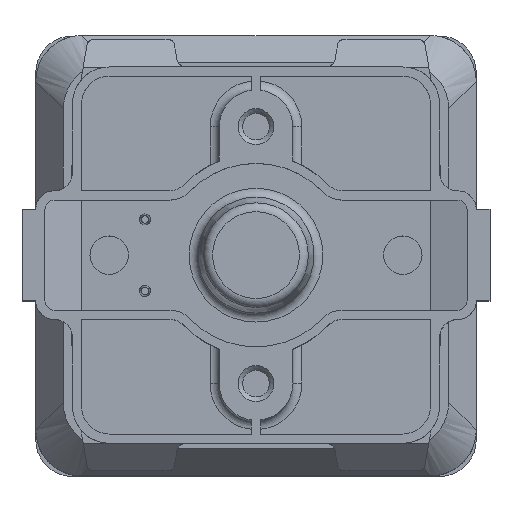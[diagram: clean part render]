
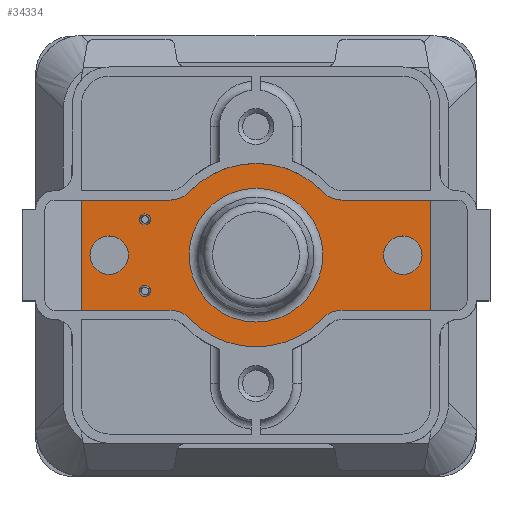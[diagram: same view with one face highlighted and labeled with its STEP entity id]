
A CAD part, top view. The second image highlights one B-rep face of the part: STEP entity #34334.
In plain terms, the highlighted planar face has unit normal (0, 0, 1).
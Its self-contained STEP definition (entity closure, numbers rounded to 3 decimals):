
#4029=LINE('',#90996,#7096);
#4034=LINE('',#91006,#7101);
#4035=LINE('',#91008,#7102);
#4069=LINE('',#91156,#7136);
#4070=LINE('',#91157,#7137);
#4071=LINE('',#91165,#7138);
#7096=VECTOR('',#52069,1000.);
#7101=VECTOR('',#52076,1000.);
#7102=VECTOR('',#52079,1000.);
#7136=VECTOR('',#52201,1000.);
#7137=VECTOR('',#52202,1000.);
#7138=VECTOR('',#52209,1000.);
#15964=ORIENTED_EDGE('',*,*,#22095,.F.);
#15965=ORIENTED_EDGE('',*,*,#21806,.F.);
#15966=ORIENTED_EDGE('',*,*,#21807,.F.);
#15967=ORIENTED_EDGE('',*,*,#22096,.F.);
#15968=ORIENTED_EDGE('',*,*,#22097,.T.);
#15969=ORIENTED_EDGE('',*,*,#22023,.T.);
#15970=ORIENTED_EDGE('',*,*,#22098,.F.);
#15971=ORIENTED_EDGE('',*,*,#22099,.F.);
#15972=ORIENTED_EDGE('',*,*,#22100,.T.);
#15973=ORIENTED_EDGE('',*,*,#22101,.F.);
#15974=ORIENTED_EDGE('',*,*,#22102,.F.);
#15975=ORIENTED_EDGE('',*,*,#22029,.T.);
#15976=ORIENTED_EDGE('',*,*,#22028,.T.);
#15977=ORIENTED_EDGE('',*,*,#22103,.F.);
#15978=ORIENTED_EDGE('',*,*,#22104,.T.);
#15979=ORIENTED_EDGE('',*,*,#21967,.F.);
#15980=ORIENTED_EDGE('',*,*,#21968,.F.);
#21806=EDGE_CURVE('',#25597,#25597,#27304,.T.);
#21807=EDGE_CURVE('',#25598,#25598,#27305,.T.);
#21967=EDGE_CURVE('',#25692,#25692,#27339,.T.);
#21968=EDGE_CURVE('',#25693,#25693,#27340,.T.);
#22023=EDGE_CURVE('',#25739,#25738,#4029,.T.);
#22028=EDGE_CURVE('',#25740,#25742,#4034,.T.);
#22029=EDGE_CURVE('',#25743,#25740,#4035,.T.);
#22095=EDGE_CURVE('',#25786,#25786,#27386,.T.);
#22096=EDGE_CURVE('',#25787,#25788,#27387,.T.);
#22097=EDGE_CURVE('',#25787,#25739,#4069,.T.);
#22098=EDGE_CURVE('',#25789,#25738,#4070,.T.);
#22099=EDGE_CURVE('',#25790,#25789,#27388,.T.);
#22100=EDGE_CURVE('',#25790,#25791,#27389,.T.);
#22101=EDGE_CURVE('',#25792,#25791,#27390,.T.);
#22102=EDGE_CURVE('',#25743,#25792,#4071,.T.);
#22103=EDGE_CURVE('',#25793,#25742,#27391,.T.);
#22104=EDGE_CURVE('',#25793,#25788,#27392,.T.);
#25597=VERTEX_POINT('',#90538);
#25598=VERTEX_POINT('',#90541);
#25692=VERTEX_POINT('',#90864);
#25693=VERTEX_POINT('',#90867);
#25738=VERTEX_POINT('',#90995);
#25739=VERTEX_POINT('',#90997);
#25740=VERTEX_POINT('',#91001);
#25742=VERTEX_POINT('',#91005);
#25743=VERTEX_POINT('',#91009);
#25786=VERTEX_POINT('',#91152);
#25787=VERTEX_POINT('',#91154);
#25788=VERTEX_POINT('',#91155);
#25789=VERTEX_POINT('',#91158);
#25790=VERTEX_POINT('',#91160);
#25791=VERTEX_POINT('',#91162);
#25792=VERTEX_POINT('',#91164);
#25793=VERTEX_POINT('',#91167);
#27304=CIRCLE('',#43883,2.1);
#27305=CIRCLE('',#43885,2.1);
#27339=CIRCLE('',#44016,0.6);
#27340=CIRCLE('',#44018,0.6);
#27386=CIRCLE('',#44101,7.286);
#27387=CIRCLE('',#44102,3.);
#27388=CIRCLE('',#44103,3.);
#27389=CIRCLE('',#44104,10.);
#27390=CIRCLE('',#44105,3.);
#27391=CIRCLE('',#44106,3.);
#27392=CIRCLE('',#44107,10.);
#29381=EDGE_LOOP('',(#15964));
#29382=EDGE_LOOP('',(#15965));
#29383=EDGE_LOOP('',(#15966));
#29384=EDGE_LOOP('',(#15967,#15968,#15969,#15970,#15971,#15972,#15973,#15974,
#15975,#15976,#15977,#15978));
#29385=EDGE_LOOP('',(#15979));
#29386=EDGE_LOOP('',(#15980));
#31454=FACE_BOUND('',#29381,.T.);
#31455=FACE_BOUND('',#29382,.T.);
#31456=FACE_BOUND('',#29383,.T.);
#31457=FACE_BOUND('',#29384,.T.);
#31458=FACE_BOUND('',#29385,.T.);
#31459=FACE_BOUND('',#29386,.T.);
#32735=PLANE('',#44100);
#34334=ADVANCED_FACE('',(#31454,#31455,#31456,#31457,#31458,#31459),#32735,
 .T.);
#43883=AXIS2_PLACEMENT_3D('',#90537,#51590,#51591);
#43885=AXIS2_PLACEMENT_3D('',#90540,#51594,#51595);
#44016=AXIS2_PLACEMENT_3D('',#90863,#51954,#51955);
#44018=AXIS2_PLACEMENT_3D('',#90866,#51958,#51959);
#44100=AXIS2_PLACEMENT_3D('',#91150,#52195,#52196);
#44101=AXIS2_PLACEMENT_3D('',#91151,#52197,#52198);
#44102=AXIS2_PLACEMENT_3D('',#91153,#52199,#52200);
#44103=AXIS2_PLACEMENT_3D('',#91159,#52203,#52204);
#44104=AXIS2_PLACEMENT_3D('',#91161,#52205,#52206);
#44105=AXIS2_PLACEMENT_3D('',#91163,#52207,#52208);
#44106=AXIS2_PLACEMENT_3D('',#91166,#52210,#52211);
#44107=AXIS2_PLACEMENT_3D('',#91168,#52212,#52213);
#51590=DIRECTION('',(0.,0.,1.));
#51591=DIRECTION('',(1.,0.,0.));
#51594=DIRECTION('',(0.,0.,1.));
#51595=DIRECTION('',(1.,0.,0.));
#51954=DIRECTION('',(0.,0.,1.));
#51955=DIRECTION('',(1.,0.,0.));
#51958=DIRECTION('',(0.,0.,1.));
#51959=DIRECTION('',(1.,0.,0.));
#52069=DIRECTION('',(0.,-1.,0.));
#52076=DIRECTION('',(-1.,0.,0.));
#52079=DIRECTION('',(0.,1.,0.));
#52195=DIRECTION('',(0.,0.,1.));
#52196=DIRECTION('',(1.,0.,0.));
#52197=DIRECTION('',(0.,0.,1.));
#52198=DIRECTION('',(1.,0.,0.));
#52199=DIRECTION('',(0.,0.,1.));
#52200=DIRECTION('',(1.,0.,0.));
#52201=DIRECTION('',(-1.,0.,0.));
#52202=DIRECTION('',(-1.,0.,0.));
#52203=DIRECTION('',(0.,0.,1.));
#52204=DIRECTION('',(1.,0.,0.));
#52205=DIRECTION('',(0.,0.,1.));
#52206=DIRECTION('',(1.,0.,0.));
#52207=DIRECTION('',(0.,0.,1.));
#52208=DIRECTION('',(1.,0.,0.));
#52209=DIRECTION('',(-1.,0.,0.));
#52210=DIRECTION('',(0.,0.,1.));
#52211=DIRECTION('',(1.,0.,0.));
#52212=DIRECTION('',(0.,0.,1.));
#52213=DIRECTION('',(1.,0.,0.));
#90537=CARTESIAN_POINT('',(16.,0.,2.));
#90538=CARTESIAN_POINT('',(18.1,0.,2.));
#90540=CARTESIAN_POINT('',(-16.,0.,2.));
#90541=CARTESIAN_POINT('',(-13.9,0.,2.));
#90863=CARTESIAN_POINT('',(-12.111,3.889,2.));
#90864=CARTESIAN_POINT('',(-11.511,3.889,2.));
#90866=CARTESIAN_POINT('',(-12.111,-3.889,2.));
#90867=CARTESIAN_POINT('',(-11.511,-3.889,2.));
#90995=CARTESIAN_POINT('',(-19.,-6.,2.));
#90996=CARTESIAN_POINT('',(-19.,12.323,2.));
#90997=CARTESIAN_POINT('',(-19.,6.,2.));
#91001=CARTESIAN_POINT('',(19.,6.,2.));
#91005=CARTESIAN_POINT('',(9.381,6.,2.));
#91006=CARTESIAN_POINT('',(-16.,6.,2.));
#91008=CARTESIAN_POINT('',(19.,-16.5,2.));
#91009=CARTESIAN_POINT('',(19.,-6.,2.));
#91150=CARTESIAN_POINT('',(-16.,-16.5,2.));
#91151=CARTESIAN_POINT('',(0.,0.,2.));
#91152=CARTESIAN_POINT('',(7.286,0.,2.));
#91153=CARTESIAN_POINT('',(-9.381,9.,2.));
#91154=CARTESIAN_POINT('',(-9.381,6.,2.));
#91155=CARTESIAN_POINT('',(-7.216,6.923,2.));
#91156=CARTESIAN_POINT('',(-16.,6.,2.));
#91157=CARTESIAN_POINT('',(-16.,-6.,2.));
#91158=CARTESIAN_POINT('',(-9.381,-6.,2.));
#91159=CARTESIAN_POINT('',(-9.381,-9.,2.));
#91160=CARTESIAN_POINT('',(-7.216,-6.923,2.));
#91161=CARTESIAN_POINT('',(0.,0.,2.));
#91162=CARTESIAN_POINT('',(7.216,-6.923,2.));
#91163=CARTESIAN_POINT('',(9.381,-9.,2.));
#91164=CARTESIAN_POINT('',(9.381,-6.,2.));
#91165=CARTESIAN_POINT('',(-16.,-6.,2.));
#91166=CARTESIAN_POINT('',(9.381,9.,2.));
#91167=CARTESIAN_POINT('',(7.216,6.923,2.));
#91168=CARTESIAN_POINT('',(0.,0.,2.));
